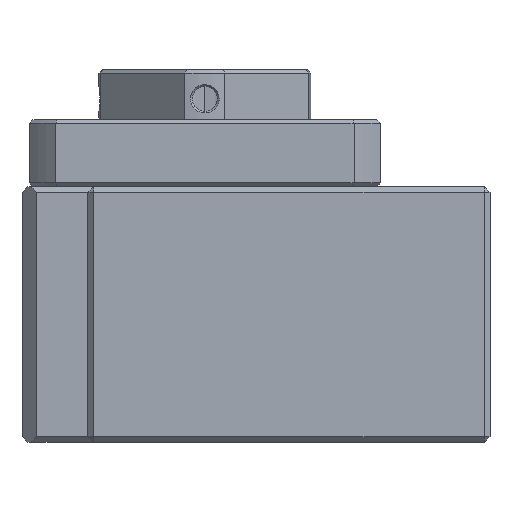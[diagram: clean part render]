
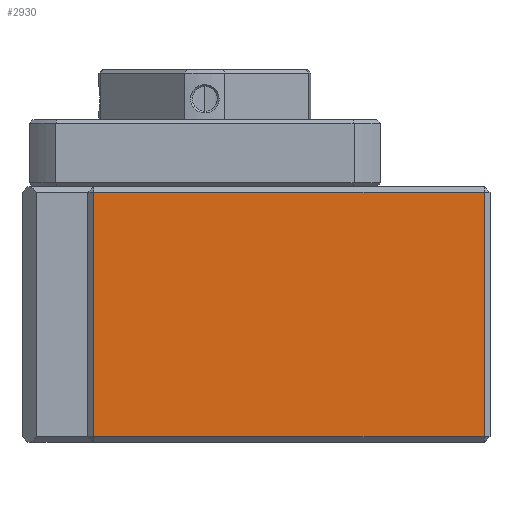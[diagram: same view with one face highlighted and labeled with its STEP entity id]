
A CAD part, left-side view. The second image highlights one B-rep face of the part: STEP entity #2930.
In plain terms, the highlighted planar face has unit normal (-1, 0, 0).
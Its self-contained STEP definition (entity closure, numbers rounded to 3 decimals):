
#358 = VERTEX_POINT ( 'NONE', #1513 ) ;
#378 = VERTEX_POINT ( 'NONE', #1532 ) ;
#379 = VERTEX_POINT ( 'NONE', #1533 ) ;
#422 = VERTEX_POINT ( 'NONE', #1576 ) ;
#1513 = CARTESIAN_POINT ( 'NONE',  ( -43., 0.8, 16.7 ) ) ;
#1532 = CARTESIAN_POINT ( 'NONE',  ( -43., 54.2, -16.7 ) ) ;
#1533 = CARTESIAN_POINT ( 'NONE',  ( -43., 0.8, -16.7 ) ) ;
#1576 = CARTESIAN_POINT ( 'NONE',  ( -43., 54.2, 16.7 ) ) ;
#2351 = EDGE_CURVE ( 'NONE', #378, #422, #7200, .T. ) ;
#2367 = EDGE_CURVE ( 'NONE', #358, #379, #7212, .T. ) ;
#2385 = EDGE_CURVE ( 'NONE', #422, #358, #7253, .T. ) ;
#2410 = EDGE_CURVE ( 'NONE', #378, #379, #7295, .T. ) ;
#2930 = ADVANCED_FACE ( 'NONE', ( #10587 ), #10199, .F. ) ;
#3759 = ORIENTED_EDGE ( 'NONE', *, *, #2367, .F. ) ;
#3760 = ORIENTED_EDGE ( 'NONE', *, *, #2385, .F. ) ;
#3761 = ORIENTED_EDGE ( 'NONE', *, *, #2351, .F. ) ;
#3762 = ORIENTED_EDGE ( 'NONE', *, *, #2410, .T. ) ;
#5577 = AXIS2_PLACEMENT_3D ( 'NONE', #10202, #10765, #10766 ) ;
#7200 = LINE ( 'NONE', #8379, #7204 ) ;
#7204 = VECTOR ( 'NONE', #8389, 1000. ) ;
#7212 = LINE ( 'NONE', #8472, #7225 ) ;
#7225 = VECTOR ( 'NONE', #8475, 1000. ) ;
#7253 = LINE ( 'NONE', #8517, #7254 ) ;
#7254 = VECTOR ( 'NONE', #8518, 1000. ) ;
#7295 = LINE ( 'NONE', #8576, #7296 ) ;
#7296 = VECTOR ( 'NONE', #8577, 1000. ) ;
#8379 = CARTESIAN_POINT ( 'NONE',  ( -43., 54.2, 17.5 ) ) ;
#8389 = DIRECTION ( 'NONE',  ( 0., 0., 1. ) ) ;
#8472 = CARTESIAN_POINT ( 'NONE',  ( -43., 0.8, 17.5 ) ) ;
#8475 = DIRECTION ( 'NONE',  ( 0., 0., -1. ) ) ;
#8517 = CARTESIAN_POINT ( 'NONE',  ( -43., 55., 16.7 ) ) ;
#8518 = DIRECTION ( 'NONE',  ( 0., -1., 0. ) ) ;
#8576 = CARTESIAN_POINT ( 'NONE',  ( -43., 55., -16.7 ) ) ;
#8577 = DIRECTION ( 'NONE',  ( 0., -1., 0. ) ) ;
#10199 = PLANE ( 'NONE',  #5577 ) ;
#10202 = CARTESIAN_POINT ( 'NONE',  ( -43., 55., 17.5 ) ) ;
#10587 = FACE_OUTER_BOUND ( 'NONE', #11655, .T. ) ;
#10765 = DIRECTION ( 'NONE',  ( 1., 0., 0. ) ) ;
#10766 = DIRECTION ( 'NONE',  ( 0., 1., 0. ) ) ;
#11655 = EDGE_LOOP ( 'NONE', ( #3759, #3760, #3761, #3762 ) ) ;
